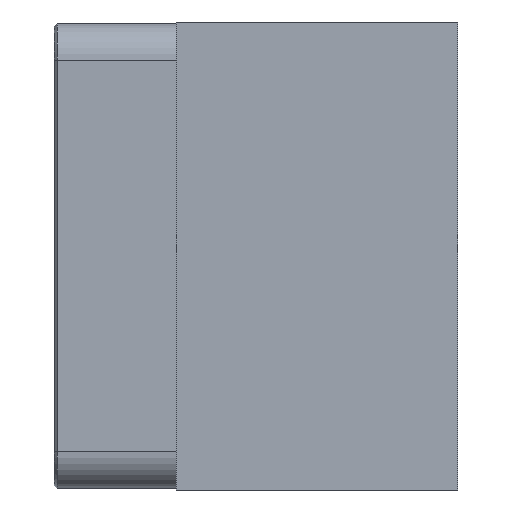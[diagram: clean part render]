
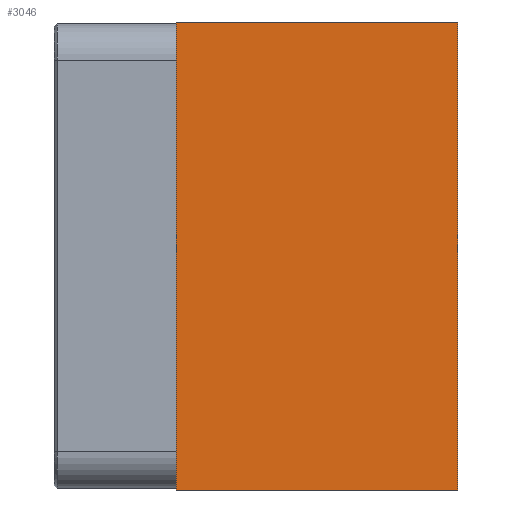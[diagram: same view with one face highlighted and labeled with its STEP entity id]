
A CAD part, left-side view. The second image highlights one B-rep face of the part: STEP entity #3046.
In plain terms, the highlighted planar face has unit normal (-1, 0, 0).
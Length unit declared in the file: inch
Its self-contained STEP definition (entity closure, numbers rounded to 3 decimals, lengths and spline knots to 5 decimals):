
#5=DIRECTION('',(0.,-1.,0.));
#6=VECTOR('',#5,2.875);
#7=CARTESIAN_POINT('',(0.,-1.25,0.));
#8=LINE('',#7,#6);
#205=DIRECTION('',(0.,0.,1.));
#206=VECTOR('',#205,4.781);
#207=CARTESIAN_POINT('',(0.,-4.125,0.));
#208=LINE('',#207,#206);
#289=DIRECTION('',(0.,0.,1.));
#290=VECTOR('',#289,4.781);
#291=CARTESIAN_POINT('',(0.,-1.25,0.));
#292=LINE('',#291,#290);
#305=DIRECTION('',(0.,-1.,0.));
#306=VECTOR('',#305,2.875);
#307=CARTESIAN_POINT('',(0.,-1.25,4.781));
#308=LINE('',#307,#306);
#2331=CARTESIAN_POINT('',(0.,-4.125,0.));
#2333=VERTEX_POINT('',#2331);
#2335=CARTESIAN_POINT('',(0.,-4.125,4.781));
#2337=VERTEX_POINT('',#2335);
#2711=CARTESIAN_POINT('',(0.,-1.25,0.));
#2713=VERTEX_POINT('',#2711);
#2715=CARTESIAN_POINT('',(0.,-1.25,4.781));
#2717=VERTEX_POINT('',#2715);
#3034=CARTESIAN_POINT('',(0.,0.,0.));
#3035=DIRECTION('',(-1.,0.,0.));
#3036=DIRECTION('',(0.,-1.,0.));
#3037=AXIS2_PLACEMENT_3D('',#3034,#3035,#3036);
#3038=PLANE('',#3037);
#3039=ORIENTED_EDGE('',*,*,#2777,.T.);
#3041=ORIENTED_EDGE('',*,*,#3040,.T.);
#3042=ORIENTED_EDGE('',*,*,#2978,.F.);
#3043=ORIENTED_EDGE('',*,*,#2758,.F.);
#3044=EDGE_LOOP('',(#3039,#3041,#3042,#3043));
#3045=FACE_OUTER_BOUND('',#3044,.F.);
#3046=ADVANCED_FACE('',(#3045),#3038,.T.);
#2758=EDGE_CURVE('',#2713,#2333,#8,.T.);
#2777=EDGE_CURVE('',#2713,#2717,#292,.T.);
#2978=EDGE_CURVE('',#2333,#2337,#208,.T.);
#3040=EDGE_CURVE('',#2717,#2337,#308,.T.);
